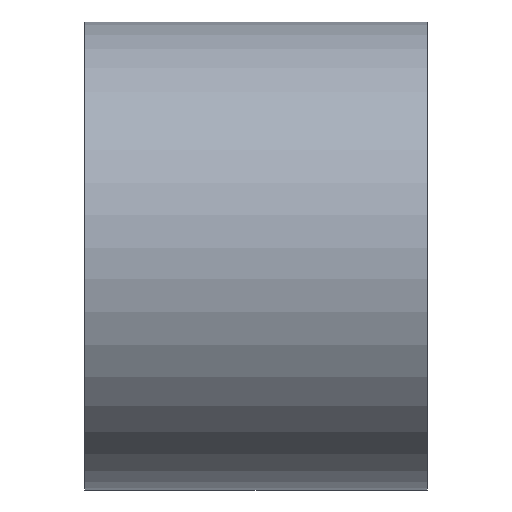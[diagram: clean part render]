
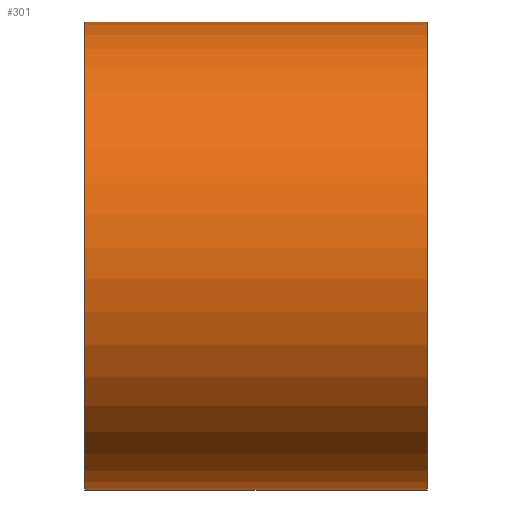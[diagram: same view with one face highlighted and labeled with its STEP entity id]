
A CAD part, left-side view. The second image highlights one B-rep face of the part: STEP entity #301.
In plain terms, the highlighted free-form (B-spline) face has degree [2, 1] with [5, 2] control points.
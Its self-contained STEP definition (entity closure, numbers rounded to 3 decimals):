
#70 = VERTEX_POINT('',#71);
#71 = CARTESIAN_POINT('',(0.,17.524,-23.949));
#72 = VERTEX_POINT('',#73);
#73 = CARTESIAN_POINT('',(0.,17.524,
    23.949));
#81 = EDGE_CURVE('',#72,#82,#84,.T.);
#82 = VERTEX_POINT('',#83);
#83 = CARTESIAN_POINT('',(0.,-17.524,
    23.949));
#84 = B_SPLINE_CURVE_WITH_KNOTS('',1,(#85,#86),.UNSPECIFIED.,.F.,.F.,(2,
    2),(-30.,-0.),.PIECEWISE_BEZIER_KNOTS.);
#85 = CARTESIAN_POINT('',(0.,17.524,
    23.949));
#86 = CARTESIAN_POINT('',(0.,-17.524,
    23.949));
#89 = VERTEX_POINT('',#90);
#90 = CARTESIAN_POINT('',(0.,-17.524,-23.949));
#98 = EDGE_CURVE('',#70,#89,#99,.T.);
#99 = B_SPLINE_CURVE_WITH_KNOTS('',1,(#100,#101),.UNSPECIFIED.,.F.,.F.,(
    2,2),(-30.,-0.),.PIECEWISE_BEZIER_KNOTS.);
#100 = CARTESIAN_POINT('',(0.,17.524,-23.949));
#101 = CARTESIAN_POINT('',(0.,-17.524,-23.949));
#285 = EDGE_CURVE('',#72,#70,#286,.T.);
#286 = ( BOUNDED_CURVE() B_SPLINE_CURVE(2,(#287,#288,#289,#290,#291),
.UNSPECIFIED.,.F.,.F.) B_SPLINE_CURVE_WITH_KNOTS((3,2,3),(3.142,
4.712,6.283),.PIECEWISE_BEZIER_KNOTS.) CURVE() 
GEOMETRIC_REPRESENTATION_ITEM() RATIONAL_B_SPLINE_CURVE((1.,
0.707,1.,0.707,1.)) REPRESENTATION_ITEM('') );
#287 = CARTESIAN_POINT('',(0.,17.524,
    23.949));
#288 = CARTESIAN_POINT('',(-23.949,17.524,
    23.949));
#289 = CARTESIAN_POINT('',(-23.949,17.524,
    0.));
#290 = CARTESIAN_POINT('',(-23.949,17.524,
    -23.949));
#291 = CARTESIAN_POINT('',(0.,17.524,
    -23.949));
#301 = ADVANCED_FACE('',(#302),#315,.T.);
#302 = FACE_BOUND('',#303,.T.);
#303 = EDGE_LOOP('',(#304,#305,#306,#307));
#304 = ORIENTED_EDGE('',*,*,#81,.F.);
#305 = ORIENTED_EDGE('',*,*,#285,.T.);
#306 = ORIENTED_EDGE('',*,*,#98,.T.);
#307 = ORIENTED_EDGE('',*,*,#308,.F.);
#308 = EDGE_CURVE('',#82,#89,#309,.T.);
#309 = ( BOUNDED_CURVE() B_SPLINE_CURVE(2,(#310,#311,#312,#313,#314),
.UNSPECIFIED.,.F.,.F.) B_SPLINE_CURVE_WITH_KNOTS((3,2,3),(3.142,
4.712,6.283),.PIECEWISE_BEZIER_KNOTS.) CURVE() 
GEOMETRIC_REPRESENTATION_ITEM() RATIONAL_B_SPLINE_CURVE((1.,
0.707,1.,0.707,1.)) REPRESENTATION_ITEM('') );
#310 = CARTESIAN_POINT('',(0.,-17.524,
    23.949));
#311 = CARTESIAN_POINT('',(-23.949,-17.524,
    23.949));
#312 = CARTESIAN_POINT('',(-23.949,-17.524,
    0.));
#313 = CARTESIAN_POINT('',(-23.949,-17.524,
    -23.949));
#314 = CARTESIAN_POINT('',(0.,-17.524,
    -23.949));
#315 = ( BOUNDED_SURFACE() B_SPLINE_SURFACE(2,1,(
    (#316,#317)
    ,(#318,#319)
    ,(#320,#321)
    ,(#322,#323)
,(#324,#325
    )),.UNSPECIFIED.,.F.,.F.,.F.) B_SPLINE_SURFACE_WITH_KNOTS((3,2,3),(2
    ,2),(3.142,4.712,6.283),(-30.,0.),
.PIECEWISE_BEZIER_KNOTS.) GEOMETRIC_REPRESENTATION_ITEM() 
RATIONAL_B_SPLINE_SURFACE((
    (1.,1.)
    ,(0.707,0.707)
    ,(1.,1.)
    ,(0.707,0.707)
,(1.,1.))) REPRESENTATION_ITEM('') SURFACE() );
#316 = CARTESIAN_POINT('',(0.,17.524,
    23.949));
#317 = CARTESIAN_POINT('',(0.,-17.524,
    23.949));
#318 = CARTESIAN_POINT('',(-23.949,17.524,
    23.949));
#319 = CARTESIAN_POINT('',(-23.949,-17.524,
    23.949));
#320 = CARTESIAN_POINT('',(-23.949,17.524,
    0.));
#321 = CARTESIAN_POINT('',(-23.949,-17.524,
    0.));
#322 = CARTESIAN_POINT('',(-23.949,17.524,
    -23.949));
#323 = CARTESIAN_POINT('',(-23.949,-17.524,
    -23.949));
#324 = CARTESIAN_POINT('',(0.,17.524,
    -23.949));
#325 = CARTESIAN_POINT('',(0.,-17.524,
    -23.949));
